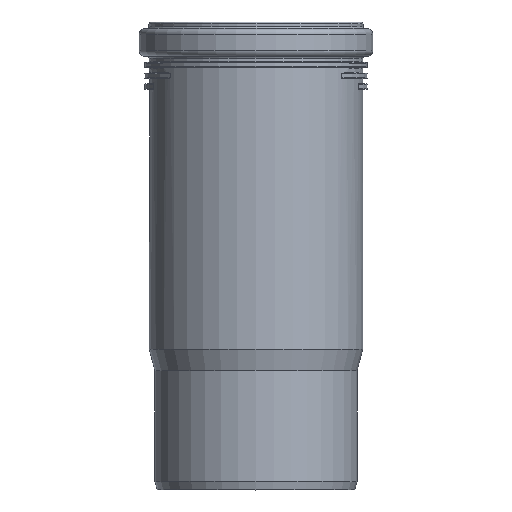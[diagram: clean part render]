
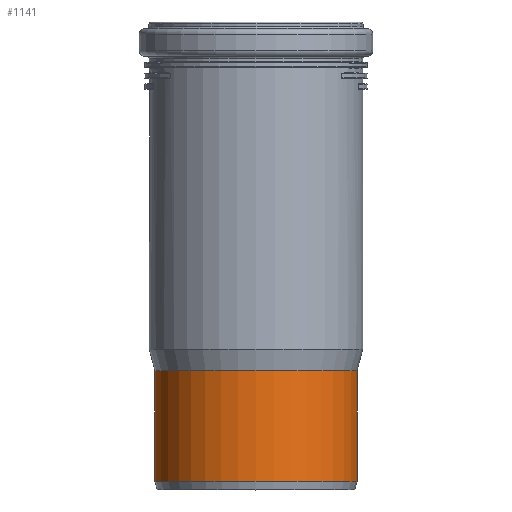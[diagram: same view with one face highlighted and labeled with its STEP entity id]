
A CAD part, top view. The second image highlights one B-rep face of the part: STEP entity #1141.
In plain terms, the highlighted cylindrical face has radius 55.1 mm (diameter 110.2 mm), a full revolution.
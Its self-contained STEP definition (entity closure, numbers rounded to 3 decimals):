
#40=FACE_BOUND('',#331,.T.);
#154=CYLINDRICAL_SURFACE('',#1294,55.1);
#225=FACE_OUTER_BOUND('',#330,.T.);
#330=EDGE_LOOP('',(#1011));
#331=EDGE_LOOP('',(#1012));
#487=CIRCLE('',#1289,55.1);
#490=CIRCLE('',#1295,55.1);
#588=VERTEX_POINT('',#2964);
#591=VERTEX_POINT('',#2973);
#737=EDGE_CURVE('',#588,#588,#487,.T.);
#740=EDGE_CURVE('',#591,#591,#490,.T.);
#1011=ORIENTED_EDGE('',*,*,#737,.F.);
#1012=ORIENTED_EDGE('',*,*,#740,.T.);
#1141=ADVANCED_FACE('',(#225,#40),#154,.T.);
#1289=AXIS2_PLACEMENT_3D('',#2965,#1602,#1603);
#1294=AXIS2_PLACEMENT_3D('',#2972,#1612,#1613);
#1295=AXIS2_PLACEMENT_3D('',#2974,#1614,#1615);
#1602=DIRECTION('center_axis',(0.,-1.,0.));
#1603=DIRECTION('ref_axis',(1.,0.,0.));
#1612=DIRECTION('center_axis',(0.,-1.,0.));
#1613=DIRECTION('ref_axis',(1.,0.,0.));
#1614=DIRECTION('center_axis',(0.,-1.,0.));
#1615=DIRECTION('ref_axis',(1.,0.,0.));
#2964=CARTESIAN_POINT('',(55.1,-59.711,0.));
#2965=CARTESIAN_POINT('Origin',(0.,-59.711,0.));
#2972=CARTESIAN_POINT('Origin',(0.,0.382,
0.));
#2973=CARTESIAN_POINT('',(55.1,0.764,0.));
#2974=CARTESIAN_POINT('Origin',(0.,0.764,
0.));
